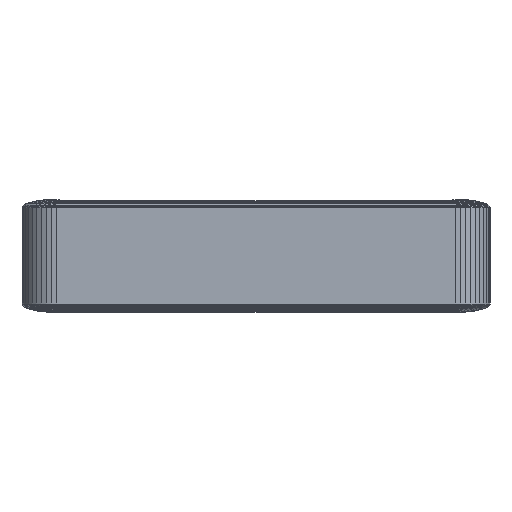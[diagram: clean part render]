
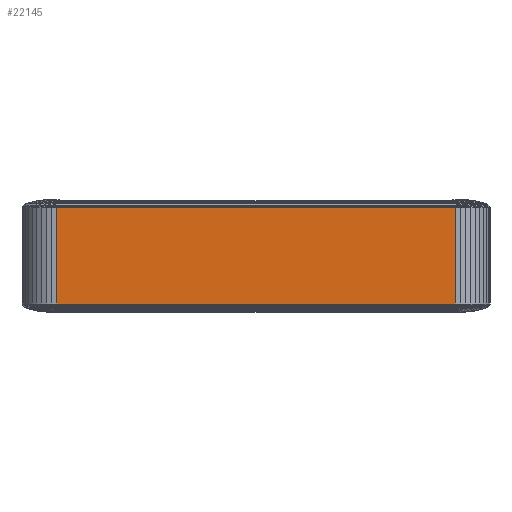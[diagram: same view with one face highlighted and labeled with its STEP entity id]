
A CAD part, left-side view. The second image highlights one B-rep face of the part: STEP entity #22145.
In plain terms, the highlighted planar face has unit normal (-1, 0, 0).
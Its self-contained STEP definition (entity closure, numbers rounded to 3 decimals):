
#23=FACE_OUTER_BOUND('',#1967,.T.);
#1967=EDGE_LOOP('',(#14147,#14148,#14149,#14150));
#3923=LINE('',#35002,#6965);
#3924=LINE('',#35004,#6966);
#3925=LINE('',#35006,#6967);
#3926=LINE('',#35007,#6968);
#6965=VECTOR('',#28044,10.);
#6966=VECTOR('',#28045,10.);
#6967=VECTOR('',#28046,10.);
#6968=VECTOR('',#28047,10.);
#10005=VERTEX_POINT('',#35000);
#10006=VERTEX_POINT('',#35001);
#10007=VERTEX_POINT('',#35003);
#10008=VERTEX_POINT('',#35005);
#11103=EDGE_CURVE('',#10005,#10006,#3923,.T.);
#11104=EDGE_CURVE('',#10006,#10007,#3924,.T.);
#11105=EDGE_CURVE('',#10008,#10007,#3925,.T.);
#11106=EDGE_CURVE('',#10005,#10008,#3926,.T.);
#14147=ORIENTED_EDGE('',*,*,#11103,.T.);
#14148=ORIENTED_EDGE('',*,*,#11104,.T.);
#14149=ORIENTED_EDGE('',*,*,#11105,.F.);
#14150=ORIENTED_EDGE('',*,*,#11106,.F.);
#20201=PLANE('',#26070);
#22145=ADVANCED_FACE('',(#23),#20201,.T.);
#26070=AXIS2_PLACEMENT_3D('',#34999,#28042,#28043);
#28042=DIRECTION('center_axis',(-1.,0.,0.));
#28043=DIRECTION('ref_axis',(0.,0.,1.));
#28044=DIRECTION('',(0.,0.,-1.));
#28045=DIRECTION('',(0.,-1.,0.));
#28046=DIRECTION('',(0.,0.,-1.));
#28047=DIRECTION('',(0.,-1.,0.));
#34999=CARTESIAN_POINT('Origin',(-8.,13.684,6.94));
#35000=CARTESIAN_POINT('',(-8.,13.684,6.94));
#35001=CARTESIAN_POINT('',(-8.,13.684,0.56));
#35002=CARTESIAN_POINT('',(-8.,13.684,6.94));
#35003=CARTESIAN_POINT('',(-8.,-12.684,0.56));
#35004=CARTESIAN_POINT('',(-8.,13.684,0.56));
#35005=CARTESIAN_POINT('',(-8.,-12.684,6.94));
#35006=CARTESIAN_POINT('',(-8.,-12.684,6.94));
#35007=CARTESIAN_POINT('',(-8.,13.684,6.94));
